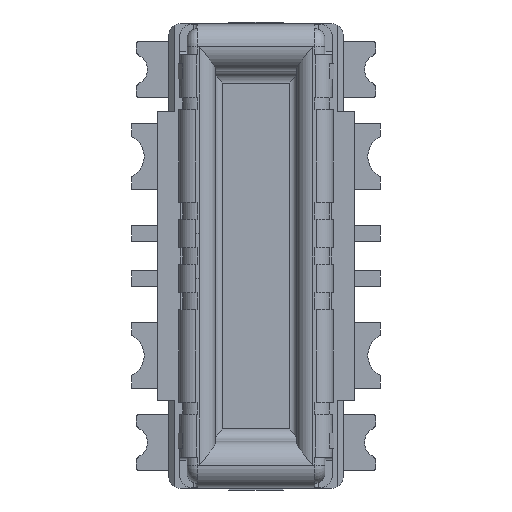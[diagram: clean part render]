
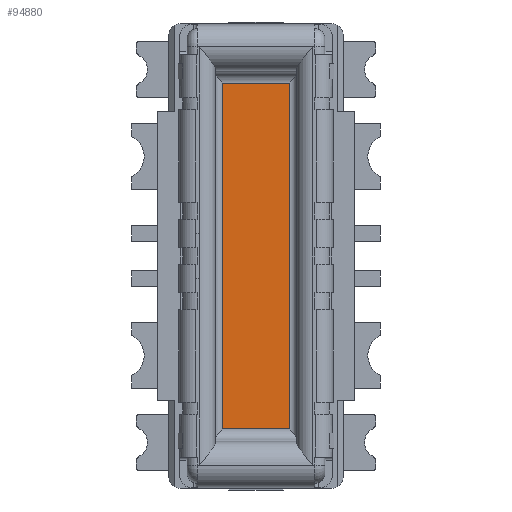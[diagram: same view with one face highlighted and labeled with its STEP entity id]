
A CAD part, front view. The second image highlights one B-rep face of the part: STEP entity #94880.
In plain terms, the highlighted planar face has unit normal (0, -1, 0).
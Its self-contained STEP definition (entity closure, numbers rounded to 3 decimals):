
#39690=CARTESIAN_POINT('',(19.525,37.231,2.55));
#39700=VERTEX_POINT('',#39690);
#40040=CARTESIAN_POINT('',(20.125,37.231,2.55));
#40050=VERTEX_POINT('',#40040);
#40080=CARTESIAN_POINT('',(20.125,37.231,2.55));
#40090=DIRECTION('',(-1.,0.,0.));
#40100=VECTOR('',#40090,1.);
#40110=LINE('',#40080,#40100);
#40120=EDGE_CURVE('',#40050,#39700,#40110,.T.);
#93930=CARTESIAN_POINT('',(20.125,37.231,
-0.51));
#93940=VERTEX_POINT('',#93930);
#93970=CARTESIAN_POINT('',(20.125,37.231,2.55));
#93980=DIRECTION('',(0.,0.,-1.));
#93990=VECTOR('',#93980,1.);
#94000=LINE('',#93970,#93990);
#94010=EDGE_CURVE('',#40050,#93940,#94000,.T.);
#94430=CARTESIAN_POINT('',(19.525,37.231,-0.51
));
#94440=VERTEX_POINT('',#94430);
#94470=CARTESIAN_POINT('',(20.125,37.231,
-0.51));
#94480=DIRECTION('',(-1.,0.,0.));
#94490=VECTOR('',#94480,1.);
#94500=LINE('',#94470,#94490);
#94510=EDGE_CURVE('',#93940,#94440,#94500,.T.);
#94720=CARTESIAN_POINT('',(19.825,37.231,
2.));
#94730=DIRECTION('',(0.,1.,0.));
#94740=DIRECTION('',(-1.,0.,0.));
#94750=AXIS2_PLACEMENT_3D('',#94720,#94730,#94740);
#94760=PLANE('',#94750);
#94770=ORIENTED_EDGE('',*,*,#94510,.F.);
#94780=CARTESIAN_POINT('',(19.525,37.231,2.685))
;
#94790=DIRECTION('',(0.,0.,-1.));
#94800=VECTOR('',#94790,1.);
#94810=LINE('',#94780,#94800);
#94820=EDGE_CURVE('',#39700,#94440,#94810,.T.);
#94830=ORIENTED_EDGE('',*,*,#94820,.T.);
#94840=ORIENTED_EDGE('',*,*,#40120,.T.);
#94850=ORIENTED_EDGE('',*,*,#94010,.F.);
#94860=EDGE_LOOP('',(#94850,#94840,#94830,#94770));
#94870=FACE_OUTER_BOUND('',#94860,.T.);
#94880=ADVANCED_FACE('',(#94870),#94760,.F.);
